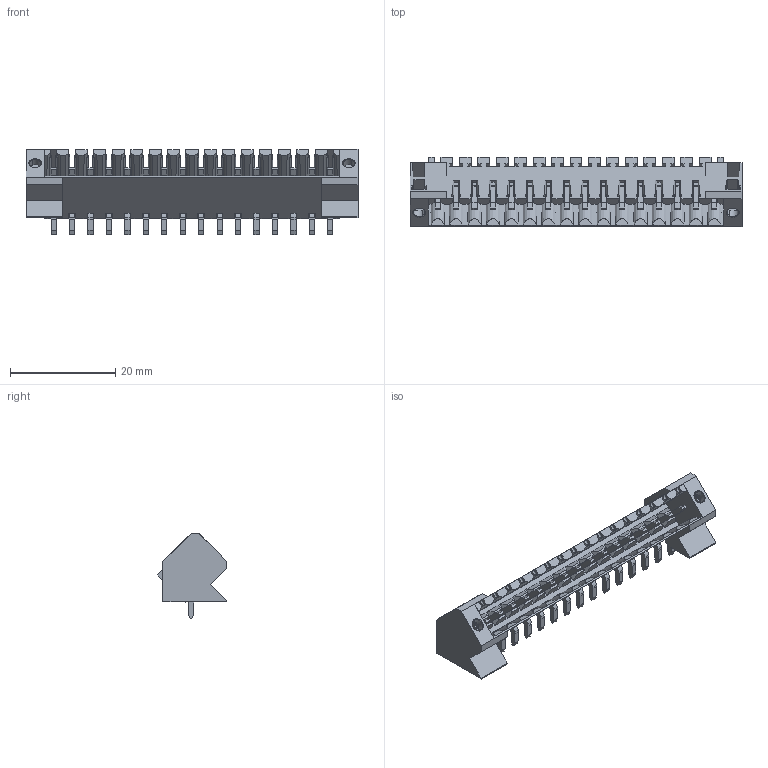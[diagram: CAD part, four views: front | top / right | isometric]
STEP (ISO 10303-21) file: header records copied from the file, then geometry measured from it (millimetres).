
FILE_DESCRIPTION(('CATIA V5 STEP Exchange','CAx-IF Rec.Pracs.--- Model Styling and Organization---1.2---2011-12-15'),'2;1');
FILE_NAME ('D1454211_0_1643470000_1643470000.stp','2018-10-10T07:24:20+00:00',('none'),('Weidmueller'),'CATIA Version 5-6 Release 2014','CATIA V5 STEP AP214','none');
FILE_SCHEMA(('AUTOMOTIVE_DESIGN { 1 0 10303 214 1 1 1 1 }'));
Length unit declared in the file: millimetre
Products named in the file (1): 1643470000
Bounding box: 63 x 13.15 x 16.23 mm (x, y, z)
Volume: 2791.4 mm3; surface area: 6185.3 mm2
Topology: 17 solids, 17 shells, 1298 faces, 3750 edges, 2488 vertices
Faces by surface type: plane 1086, cylinder 192, cone 20
Entity records: 39684 total; most frequent: CARTESIAN_POINT 9010, ORIENTED_EDGE 7500, DIRECTION 4566, EDGE_CURVE 3750, VECTOR 3040, LINE 3040, VERTEX_POINT 2488, EDGE_LOOP 1336
